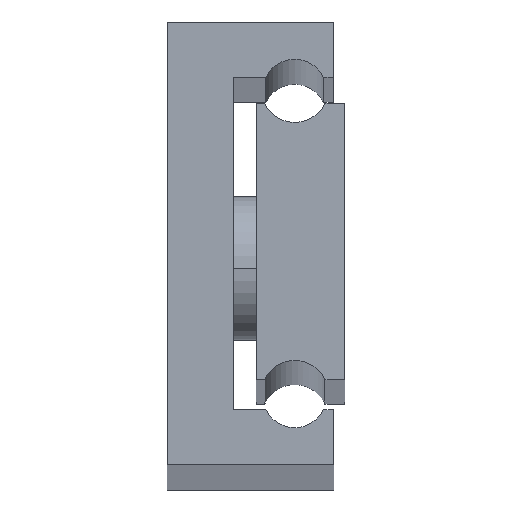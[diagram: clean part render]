
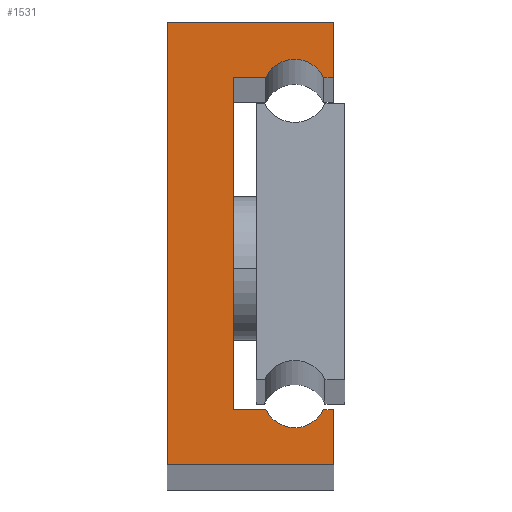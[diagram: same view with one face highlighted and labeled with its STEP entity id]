
A CAD part, top view. The second image highlights one B-rep face of the part: STEP entity #1531.
In plain terms, the highlighted planar face has unit normal (0, 0, 1).
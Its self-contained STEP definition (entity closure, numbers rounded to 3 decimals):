
#10 = VECTOR ( 'NONE', #536, 1000. ) ;
#31 = DIRECTION ( 'NONE',  ( 0., 0., -1. ) ) ;
#53 = DIRECTION ( 'NONE',  ( -1., 0., 0. ) ) ;
#66 = ORIENTED_EDGE ( 'NONE', *, *, #1549, .T. ) ;
#75 = FACE_OUTER_BOUND ( 'NONE', #2067, .T. ) ;
#86 = LINE ( 'NONE', #1092, #839 ) ;
#96 = DIRECTION ( 'NONE',  ( 0., 1., 0. ) ) ;
#105 = VERTEX_POINT ( 'NONE', #1473 ) ;
#106 = DIRECTION ( 'NONE',  ( -1., 0., 0. ) ) ;
#107 = VERTEX_POINT ( 'NONE', #968 ) ;
#111 = DIRECTION ( 'NONE',  ( 0., 0., -1. ) ) ;
#126 = VERTEX_POINT ( 'NONE', #2026 ) ;
#131 = EDGE_CURVE ( 'NONE', #887, #1344, #547, .T. ) ;
#139 = DIRECTION ( 'NONE',  ( 0., 1., 0. ) ) ;
#222 = CARTESIAN_POINT ( 'NONE',  ( 0., 0., 650. ) ) ;
#237 = VERTEX_POINT ( 'NONE', #1536 ) ;
#297 = CARTESIAN_POINT ( 'NONE',  ( 8.895, 35., 650. ) ) ;
#312 = DIRECTION ( 'NONE',  ( 1., 0., 0. ) ) ;
#325 = ORIENTED_EDGE ( 'NONE', *, *, #1915, .T. ) ;
#343 = AXIS2_PLACEMENT_3D ( 'NONE', #1354, #31, #567 ) ;
#347 = EDGE_CURVE ( 'NONE', #237, #1876, #1041, .T. ) ;
#384 = EDGE_CURVE ( 'NONE', #105, #237, #858, .T. ) ;
#427 = VECTOR ( 'NONE', #854, 1000. ) ;
#485 = VECTOR ( 'NONE', #1837, 1000. ) ;
#526 = CARTESIAN_POINT ( 'NONE',  ( 8.895, 5., 650. ) ) ;
#536 = DIRECTION ( 'NONE',  ( 0., -1., 0. ) ) ;
#544 = CARTESIAN_POINT ( 'NONE',  ( 15., 40., 650. ) ) ;
#547 = LINE ( 'NONE', #2009, #10 ) ;
#566 = VECTOR ( 'NONE', #53, 1000. ) ;
#567 = DIRECTION ( 'NONE',  ( 1., 0., 0. ) ) ;
#580 = ORIENTED_EDGE ( 'NONE', *, *, #967, .T. ) ;
#582 = EDGE_CURVE ( 'NONE', #1965, #107, #990, .T. ) ;
#602 = CARTESIAN_POINT ( 'NONE',  ( 11.5, 33.75, 650. ) ) ;
#617 = CARTESIAN_POINT ( 'NONE',  ( 15., 0., 650. ) ) ;
#642 = LINE ( 'NONE', #297, #1464 ) ;
#685 = CARTESIAN_POINT ( 'NONE',  ( 15., 0., 650. ) ) ;
#718 = LINE ( 'NONE', #1044, #566 ) ;
#728 = ORIENTED_EDGE ( 'NONE', *, *, #1096, .T. ) ;
#778 = ORIENTED_EDGE ( 'NONE', *, *, #582, .T. ) ;
#779 = ORIENTED_EDGE ( 'NONE', *, *, #1677, .T. ) ;
#799 = DIRECTION ( 'NONE',  ( -1., 0., 0. ) ) ;
#839 = VECTOR ( 'NONE', #1282, 1000. ) ;
#841 = VECTOR ( 'NONE', #2057, 1000. ) ;
#854 = DIRECTION ( 'NONE',  ( -1., 0., 0. ) ) ;
#858 = LINE ( 'NONE', #1510, #1598 ) ;
#887 = VERTEX_POINT ( 'NONE', #1566 ) ;
#914 = EDGE_CURVE ( 'NONE', #1344, #1965, #1854, .T. ) ;
#917 = ORIENTED_EDGE ( 'NONE', *, *, #1277, .T. ) ;
#945 = VECTOR ( 'NONE', #139, 1000. ) ;
#967 = EDGE_CURVE ( 'NONE', #2100, #985, #1175, .T. ) ;
#968 = CARTESIAN_POINT ( 'NONE',  ( 15., 5., 650. ) ) ;
#975 = CIRCLE ( 'NONE', #1873, 2.89 ) ;
#985 = VERTEX_POINT ( 'NONE', #526 ) ;
#990 = LINE ( 'NONE', #685, #945 ) ;
#1006 = CARTESIAN_POINT ( 'NONE',  ( 8.895, 5., 650. ) ) ;
#1032 = EDGE_CURVE ( 'NONE', #126, #105, #975, .T. ) ;
#1040 = CARTESIAN_POINT ( 'NONE',  ( 14.105, 5., 650. ) ) ;
#1041 = LINE ( 'NONE', #544, #485 ) ;
#1042 = VERTEX_POINT ( 'NONE', #1585 ) ;
#1044 = CARTESIAN_POINT ( 'NONE',  ( 15., 5., 650. ) ) ;
#1083 = CARTESIAN_POINT ( 'NONE',  ( 6., 35., 650. ) ) ;
#1092 = CARTESIAN_POINT ( 'NONE',  ( 0., 40., 650. ) ) ;
#1096 = EDGE_CURVE ( 'NONE', #1876, #887, #86, .T. ) ;
#1101 = ORIENTED_EDGE ( 'NONE', *, *, #384, .T. ) ;
#1175 = CIRCLE ( 'NONE', #343, 2.89 ) ;
#1277 = EDGE_CURVE ( 'NONE', #1433, #126, #642, .T. ) ;
#1282 = DIRECTION ( 'NONE',  ( -1., 0., 0. ) ) ;
#1328 = LINE ( 'NONE', #1006, #427 ) ;
#1344 = VERTEX_POINT ( 'NONE', #222 ) ;
#1354 = CARTESIAN_POINT ( 'NONE',  ( 11.5, 6.25, 650. ) ) ;
#1360 = CARTESIAN_POINT ( 'NONE',  ( 0., 0., 650. ) ) ;
#1393 = VECTOR ( 'NONE', #96, 1000. ) ;
#1426 = PLANE ( 'NONE',  #1839 ) ;
#1433 = VERTEX_POINT ( 'NONE', #1083 ) ;
#1464 = VECTOR ( 'NONE', #312, 1000. ) ;
#1473 = CARTESIAN_POINT ( 'NONE',  ( 14.105, 35., 650. ) ) ;
#1477 = ORIENTED_EDGE ( 'NONE', *, *, #1032, .T. ) ;
#1510 = CARTESIAN_POINT ( 'NONE',  ( 15., 35., 650. ) ) ;
#1531 = ADVANCED_FACE ( 'NONE', ( #75 ), #1426, .F. ) ;
#1536 = CARTESIAN_POINT ( 'NONE',  ( 15., 35., 650. ) ) ;
#1549 = EDGE_CURVE ( 'NONE', #985, #1042, #1328, .T. ) ;
#1566 = CARTESIAN_POINT ( 'NONE',  ( 0., 40., 650. ) ) ;
#1585 = CARTESIAN_POINT ( 'NONE',  ( 6., 5., 650. ) ) ;
#1598 = VECTOR ( 'NONE', #1870, 1000. ) ;
#1605 = CARTESIAN_POINT ( 'NONE',  ( 6., 5., 650. ) ) ;
#1617 = CARTESIAN_POINT ( 'NONE',  ( 11.5, 33.75, 650. ) ) ;
#1677 = EDGE_CURVE ( 'NONE', #107, #2100, #718, .T. ) ;
#1754 = ORIENTED_EDGE ( 'NONE', *, *, #347, .T. ) ;
#1789 = LINE ( 'NONE', #1605, #1393 ) ;
#1837 = DIRECTION ( 'NONE',  ( 0., 1., 0. ) ) ;
#1839 = AXIS2_PLACEMENT_3D ( 'NONE', #1617, #111, #799 ) ;
#1854 = LINE ( 'NONE', #1360, #841 ) ;
#1870 = DIRECTION ( 'NONE',  ( 1., 0., 0. ) ) ;
#1873 = AXIS2_PLACEMENT_3D ( 'NONE', #602, #1913, #106 ) ;
#1876 = VERTEX_POINT ( 'NONE', #1956 ) ;
#1900 = ORIENTED_EDGE ( 'NONE', *, *, #131, .T. ) ;
#1913 = DIRECTION ( 'NONE',  ( 0., 0., -1. ) ) ;
#1915 = EDGE_CURVE ( 'NONE', #1042, #1433, #1789, .T. ) ;
#1956 = CARTESIAN_POINT ( 'NONE',  ( 15., 40., 650. ) ) ;
#1965 = VERTEX_POINT ( 'NONE', #617 ) ;
#2009 = CARTESIAN_POINT ( 'NONE',  ( 0., 0., 650. ) ) ;
#2026 = CARTESIAN_POINT ( 'NONE',  ( 8.895, 35., 650. ) ) ;
#2057 = DIRECTION ( 'NONE',  ( 1., 0., 0. ) ) ;
#2067 = EDGE_LOOP ( 'NONE', ( #1900, #2082, #778, #779, #580, #66, #325, #917, #1477, #1101, #1754, #728 ) ) ;
#2082 = ORIENTED_EDGE ( 'NONE', *, *, #914, .T. ) ;
#2100 = VERTEX_POINT ( 'NONE', #1040 ) ;
